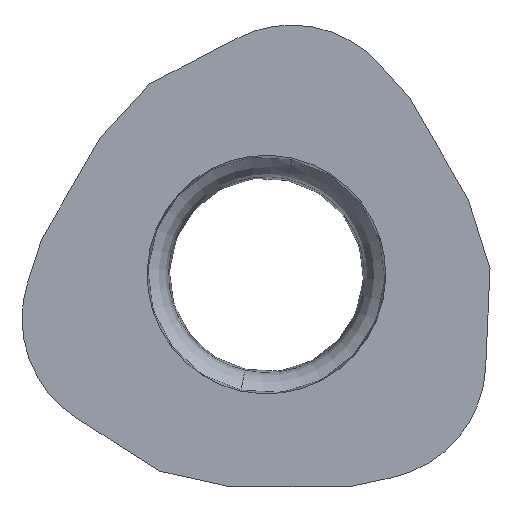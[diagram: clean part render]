
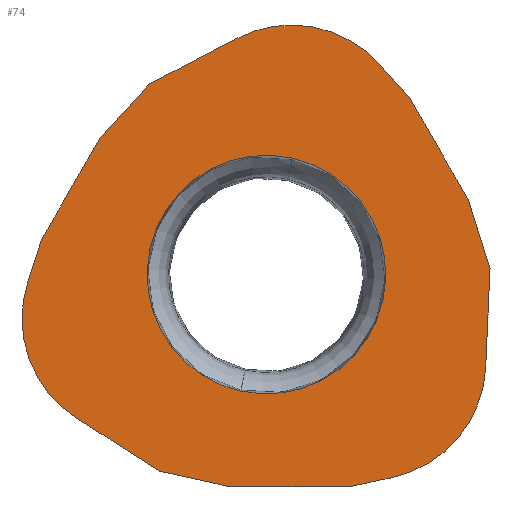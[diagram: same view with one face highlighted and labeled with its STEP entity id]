
A CAD part, top view. The second image highlights one B-rep face of the part: STEP entity #74.
In plain terms, the highlighted planar face has unit normal (0, 0, 1).
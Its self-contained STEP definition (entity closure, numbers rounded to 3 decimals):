
#74=ADVANCED_FACE('',(#120,#121),#103,.T.);
#103=PLANE('',#746);
#120=FACE_BOUND('',#124,.T.);
#121=FACE_BOUND('',#125,.T.);
#124=EDGE_LOOP('',(#155,#156,#157,#158,#159,#160,#161,#162,#163,#164,#165,
#166,#167,#168,#169,#170,#171,#172,#173,#174,#175));
#125=EDGE_LOOP('',(#176,#177));
#155=ORIENTED_EDGE('',*,*,#359,.F.);
#156=ORIENTED_EDGE('',*,*,#360,.F.);
#157=ORIENTED_EDGE('',*,*,#361,.F.);
#158=ORIENTED_EDGE('',*,*,#362,.F.);
#159=ORIENTED_EDGE('',*,*,#363,.F.);
#160=ORIENTED_EDGE('',*,*,#364,.F.);
#161=ORIENTED_EDGE('',*,*,#365,.F.);
#162=ORIENTED_EDGE('',*,*,#366,.F.);
#163=ORIENTED_EDGE('',*,*,#367,.F.);
#164=ORIENTED_EDGE('',*,*,#368,.F.);
#165=ORIENTED_EDGE('',*,*,#369,.F.);
#166=ORIENTED_EDGE('',*,*,#370,.F.);
#167=ORIENTED_EDGE('',*,*,#371,.F.);
#168=ORIENTED_EDGE('',*,*,#372,.F.);
#169=ORIENTED_EDGE('',*,*,#373,.F.);
#170=ORIENTED_EDGE('',*,*,#374,.F.);
#171=ORIENTED_EDGE('',*,*,#375,.F.);
#172=ORIENTED_EDGE('',*,*,#376,.F.);
#173=ORIENTED_EDGE('',*,*,#377,.F.);
#174=ORIENTED_EDGE('',*,*,#378,.F.);
#175=ORIENTED_EDGE('',*,*,#379,.F.);
#176=ORIENTED_EDGE('',*,*,#380,.F.);
#177=ORIENTED_EDGE('',*,*,#381,.F.);
#309=VERTEX_POINT('',#1003);
#310=VERTEX_POINT('',#1004);
#311=VERTEX_POINT('',#1006);
#312=VERTEX_POINT('',#1008);
#313=VERTEX_POINT('',#1010);
#314=VERTEX_POINT('',#1012);
#315=VERTEX_POINT('',#1019);
#316=VERTEX_POINT('',#1021);
#317=VERTEX_POINT('',#1023);
#318=VERTEX_POINT('',#1025);
#319=VERTEX_POINT('',#1027);
#320=VERTEX_POINT('',#1029);
#321=VERTEX_POINT('',#1031);
#322=VERTEX_POINT('',#1038);
#323=VERTEX_POINT('',#1040);
#324=VERTEX_POINT('',#1042);
#325=VERTEX_POINT('',#1044);
#326=VERTEX_POINT('',#1046);
#327=VERTEX_POINT('',#1048);
#328=VERTEX_POINT('',#1050);
#329=VERTEX_POINT('',#1057);
#330=VERTEX_POINT('',#1060);
#331=VERTEX_POINT('',#1061);
#359=EDGE_CURVE('',#309,#310,#547,.T.);
#360=EDGE_CURVE('',#311,#309,#548,.T.);
#361=EDGE_CURVE('',#312,#311,#549,.T.);
#362=EDGE_CURVE('',#313,#312,#450,.T.);
#363=EDGE_CURVE('',#314,#313,#550,.T.);
#364=EDGE_CURVE('',#315,#314,#441,.T.);
#365=EDGE_CURVE('',#316,#315,#551,.T.);
#366=EDGE_CURVE('',#317,#316,#552,.T.);
#367=EDGE_CURVE('',#318,#317,#553,.T.);
#368=EDGE_CURVE('',#319,#318,#554,.T.);
#369=EDGE_CURVE('',#320,#319,#451,.T.);
#370=EDGE_CURVE('',#321,#320,#555,.T.);
#371=EDGE_CURVE('',#322,#321,#442,.T.);
#372=EDGE_CURVE('',#323,#322,#556,.T.);
#373=EDGE_CURVE('',#324,#323,#557,.T.);
#374=EDGE_CURVE('',#325,#324,#558,.T.);
#375=EDGE_CURVE('',#326,#325,#559,.T.);
#376=EDGE_CURVE('',#327,#326,#452,.T.);
#377=EDGE_CURVE('',#328,#327,#560,.T.);
#378=EDGE_CURVE('',#329,#328,#443,.T.);
#379=EDGE_CURVE('',#310,#329,#561,.T.);
#380=EDGE_CURVE('',#330,#331,#453,.T.);
#381=EDGE_CURVE('',#331,#330,#454,.T.);
#441=B_SPLINE_CURVE_WITH_KNOTS('',3,(#1013,#1014,#1015,#1016,#1017,#1018),
 .UNSPECIFIED.,.F.,.F.,(4,1,1,4),(0.,0.333,0.667,1.),
 .UNSPECIFIED.);
#442=B_SPLINE_CURVE_WITH_KNOTS('',3,(#1032,#1033,#1034,#1035,#1036,#1037),
 .UNSPECIFIED.,.F.,.F.,(4,1,1,4),(0.,0.333,0.667,1.),
 .UNSPECIFIED.);
#443=B_SPLINE_CURVE_WITH_KNOTS('',3,(#1051,#1052,#1053,#1054,#1055,#1056),
 .UNSPECIFIED.,.F.,.F.,(4,1,1,4),(0.,0.333,0.667,1.),
 .UNSPECIFIED.);
#450=CIRCLE('',#741,2.2);
#451=CIRCLE('',#742,2.2);
#452=CIRCLE('',#743,2.2);
#453=CIRCLE('',#744,2.219);
#454=CIRCLE('',#745,2.219);
#547=LINE('',#1002,#617);
#548=LINE('',#1005,#618);
#549=LINE('',#1007,#619);
#550=LINE('',#1011,#620);
#551=LINE('',#1020,#621);
#552=LINE('',#1022,#622);
#553=LINE('',#1024,#623);
#554=LINE('',#1026,#624);
#555=LINE('',#1030,#625);
#556=LINE('',#1039,#626);
#557=LINE('',#1041,#627);
#558=LINE('',#1043,#628);
#559=LINE('',#1045,#629);
#560=LINE('',#1049,#630);
#561=LINE('',#1058,#631);
#617=VECTOR('',#815,1.);
#618=VECTOR('',#816,1.);
#619=VECTOR('',#817,1.);
#620=VECTOR('',#820,1.);
#621=VECTOR('',#821,1.);
#622=VECTOR('',#822,1.);
#623=VECTOR('',#823,1.);
#624=VECTOR('',#824,1.);
#625=VECTOR('',#827,1.);
#626=VECTOR('',#828,1.);
#627=VECTOR('',#829,1.);
#628=VECTOR('',#830,1.);
#629=VECTOR('',#831,1.);
#630=VECTOR('',#834,1.);
#631=VECTOR('',#835,1.);
#741=AXIS2_PLACEMENT_3D('',#1009,#818,#819);
#742=AXIS2_PLACEMENT_3D('',#1028,#825,#826);
#743=AXIS2_PLACEMENT_3D('',#1047,#832,#833);
#744=AXIS2_PLACEMENT_3D('',#1059,#836,#837);
#745=AXIS2_PLACEMENT_3D('',#1062,#838,#839);
#746=AXIS2_PLACEMENT_3D('',#1063,#840,#841);
#815=DIRECTION('',(0.676,0.737,0.));
#816=DIRECTION('',(0.5,0.866,0.));
#817=DIRECTION('',(0.309,0.951,0.));
#818=DIRECTION('',(0.,0.,-1.));
#819=DIRECTION('',(-0.537,-0.843,0.));
#820=DIRECTION('',(-0.843,0.537,0.));
#821=DIRECTION('',(-0.843,0.537,0.));
#822=DIRECTION('',(-0.976,0.216,0.));
#823=DIRECTION('',(-1.,0.,0.));
#824=DIRECTION('',(-0.978,-0.208,0.));
#825=DIRECTION('',(0.,0.,-1.));
#826=DIRECTION('',(0.999,-0.044,0.));
#827=DIRECTION('',(-0.044,-0.999,0.));
#828=DIRECTION('',(-0.044,-0.999,0.));
#829=DIRECTION('',(0.301,-0.954,0.));
#830=DIRECTION('',(0.5,-0.866,0.));
#831=DIRECTION('',(0.669,-0.743,0.));
#832=DIRECTION('',(0.,0.,-1.));
#833=DIRECTION('',(-0.462,0.887,0.));
#834=DIRECTION('',(0.887,0.462,0.));
#835=DIRECTION('',(0.887,0.462,0.));
#836=DIRECTION('',(0.,0.,1.));
#837=DIRECTION('',(-0.216,-0.976,0.));
#838=DIRECTION('',(0.,0.,1.));
#839=DIRECTION('',(0.216,0.976,0.));
#840=DIRECTION('',(0.,0.,1.));
#841=DIRECTION('',(-0.976,0.216,0.));
#1002=CARTESIAN_POINT('',(-3.089,2.55,0.));
#1003=CARTESIAN_POINT('',(-3.089,2.55,0.));
#1004=CARTESIAN_POINT('',(-2.176,3.546,0.));
#1005=CARTESIAN_POINT('',(-4.182,0.657,0.));
#1006=CARTESIAN_POINT('',(-4.182,0.657,0.));
#1007=CARTESIAN_POINT('',(-4.44,-0.137,0.));
#1008=CARTESIAN_POINT('',(-4.44,-0.137,0.));
#1009=CARTESIAN_POINT('',(-2.347,-0.817,0.));
#1010=CARTESIAN_POINT('',(-3.529,-2.672,0.));
#1011=CARTESIAN_POINT('',(-3.192,-2.887,0.));
#1012=CARTESIAN_POINT('',(-3.192,-2.887,0.));
#1013=CARTESIAN_POINT('',(-2.489,-3.335,0.));
#1014=CARTESIAN_POINT('',(-2.562,-3.279,0.));
#1015=CARTESIAN_POINT('',(-2.713,-3.171,0.));
#1016=CARTESIAN_POINT('',(-2.948,-3.021,0.));
#1017=CARTESIAN_POINT('',(-3.11,-2.93,0.));
#1018=CARTESIAN_POINT('',(-3.192,-2.887,0.));
#1019=CARTESIAN_POINT('',(-2.489,-3.335,0.));
#1020=CARTESIAN_POINT('',(-1.983,-3.658,0.));
#1021=CARTESIAN_POINT('',(-1.983,-3.658,0.));
#1022=CARTESIAN_POINT('',(-0.664,-3.95,0.));
#1023=CARTESIAN_POINT('',(-0.664,-3.95,0.));
#1024=CARTESIAN_POINT('',(1.521,-3.95,0.));
#1025=CARTESIAN_POINT('',(1.521,-3.95,0.));
#1026=CARTESIAN_POINT('',(2.338,-3.776,0.));
#1027=CARTESIAN_POINT('',(2.338,-3.776,0.));
#1028=CARTESIAN_POINT('',(1.881,-1.624,0.));
#1029=CARTESIAN_POINT('',(4.079,-1.72,0.));
#1030=CARTESIAN_POINT('',(4.096,-1.321,0.));
#1031=CARTESIAN_POINT('',(4.096,-1.321,0.));
#1032=CARTESIAN_POINT('',(4.133,-0.488,0.));
#1033=CARTESIAN_POINT('',(4.121,-0.58,0.));
#1034=CARTESIAN_POINT('',(4.103,-0.764,0.));
#1035=CARTESIAN_POINT('',(4.09,-1.043,0.));
#1036=CARTESIAN_POINT('',(4.093,-1.228,0.));
#1037=CARTESIAN_POINT('',(4.096,-1.321,0.));
#1038=CARTESIAN_POINT('',(4.133,-0.488,0.));
#1039=CARTESIAN_POINT('',(4.159,0.112,0.));
#1040=CARTESIAN_POINT('',(4.159,0.112,0.));
#1041=CARTESIAN_POINT('',(3.753,1.4,0.));
#1042=CARTESIAN_POINT('',(3.753,1.4,0.));
#1043=CARTESIAN_POINT('',(2.66,3.293,0.));
#1044=CARTESIAN_POINT('',(2.66,3.293,0.));
#1045=CARTESIAN_POINT('',(2.101,3.913,0.));
#1046=CARTESIAN_POINT('',(2.101,3.913,0.));
#1047=CARTESIAN_POINT('',(0.466,2.441,0.));
#1048=CARTESIAN_POINT('',(-0.55,4.393,0.));
#1049=CARTESIAN_POINT('',(-0.904,4.208,0.));
#1050=CARTESIAN_POINT('',(-0.904,4.208,0.));
#1051=CARTESIAN_POINT('',(-1.644,3.823,0.));
#1052=CARTESIAN_POINT('',(-1.558,3.859,0.));
#1053=CARTESIAN_POINT('',(-1.389,3.935,0.));
#1054=CARTESIAN_POINT('',(-1.142,4.064,0.));
#1055=CARTESIAN_POINT('',(-0.983,4.158,0.));
#1056=CARTESIAN_POINT('',(-0.904,4.208,0.));
#1057=CARTESIAN_POINT('',(-1.644,3.823,0.));
#1058=CARTESIAN_POINT('',(-2.176,3.546,0.));
#1059=CARTESIAN_POINT('',(0.,0.,0.));
#1060=CARTESIAN_POINT('',(-0.48,-2.167,0.));
#1061=CARTESIAN_POINT('',(0.48,2.167,0.));
#1062=CARTESIAN_POINT('',(0.,0.,0.));
#1063=CARTESIAN_POINT('',(0.,0.,0.));
